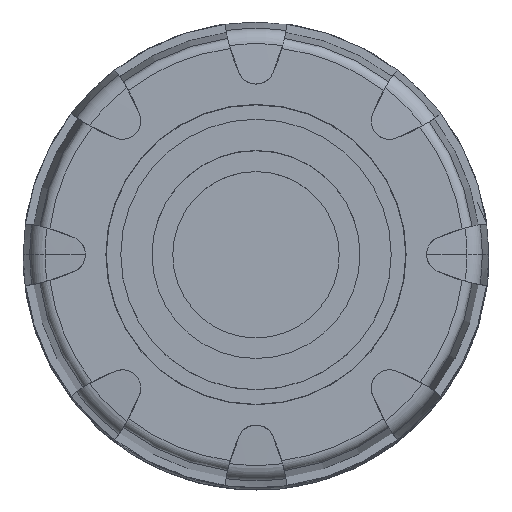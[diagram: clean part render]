
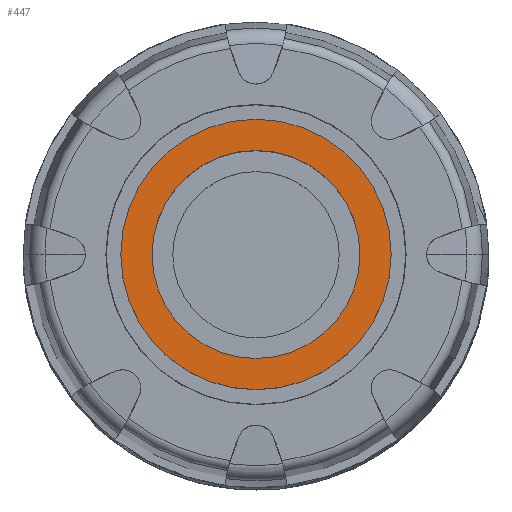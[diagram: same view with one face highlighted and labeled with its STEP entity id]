
A CAD part, top view. The second image highlights one B-rep face of the part: STEP entity #447.
In plain terms, the highlighted planar face has unit normal (0, 0, 1).
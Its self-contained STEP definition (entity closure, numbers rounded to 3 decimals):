
#447=ADVANCED_FACE('',(#1132,#1133),#1134,.T.);
#1132=FACE_BOUND('',#2097,.T.);
#1133=FACE_OUTER_BOUND('',#2098,.T.);
#1134=PLANE('',#2099);
#2097=EDGE_LOOP('',(#3150,#3151));
#2098=EDGE_LOOP('',(#3152,#3153));
#2099=AXIS2_PLACEMENT_3D('',#3154,#3155,#3156);
#3150=ORIENTED_EDGE('',*,*,#5884,.F.);
#3151=ORIENTED_EDGE('',*,*,#5860,.F.);
#3152=ORIENTED_EDGE('',*,*,#5865,.T.);
#3153=ORIENTED_EDGE('',*,*,#5882,.T.);
#3154=CARTESIAN_POINT('',(-14.375,0.0,207.0));
#3155=DIRECTION('',(0.0,0.0,1.0));
#3156=DIRECTION('',(-1.0,0.0,0.0));
#5860=EDGE_CURVE('',#7005,#7001,#7007,.T.);
#5865=EDGE_CURVE('',#7010,#7014,#7016,.T.);
#5882=EDGE_CURVE('',#7014,#7010,#7037,.T.);
#5884=EDGE_CURVE('',#7001,#7005,#7039,.T.);
#7001=VERTEX_POINT('',#8759);
#7005=VERTEX_POINT('',#8764);
#7007=CIRCLE('',#8767,12.5);
#7010=VERTEX_POINT('',#8770);
#7014=VERTEX_POINT('',#8775);
#7016=CIRCLE('',#8778,16.25);
#7037=CIRCLE('',#8801,16.25);
#7039=CIRCLE('',#8803,12.5);
#8759=CARTESIAN_POINT('',(-12.5,0.0,207.0));
#8764=CARTESIAN_POINT('',(12.5,0.,207.0));
#8767=AXIS2_PLACEMENT_3D('',#12586,#12587,#12588);
#8770=CARTESIAN_POINT('',(-16.25,0.0,207.0));
#8775=CARTESIAN_POINT('',(16.25,0.,207.0));
#8778=AXIS2_PLACEMENT_3D('',#12594,#12595,#12596);
#8801=AXIS2_PLACEMENT_3D('',#12623,#12624,#12625);
#8803=AXIS2_PLACEMENT_3D('',#12626,#12627,#12628);
#12586=CARTESIAN_POINT('',(0.0,0.0,207.0));
#12587=DIRECTION('',(0.0,0.0,1.0));
#12588=DIRECTION('',(-1.0,0.0,0.0));
#12594=CARTESIAN_POINT('',(0.0,0.0,207.0));
#12595=DIRECTION('',(0.0,0.0,1.0));
#12596=DIRECTION('',(-1.0,0.0,0.0));
#12623=CARTESIAN_POINT('',(0.0,0.0,207.0));
#12624=DIRECTION('',(0.0,0.0,1.0));
#12625=DIRECTION('',(-1.0,0.0,0.0));
#12626=CARTESIAN_POINT('',(0.0,0.0,207.0));
#12627=DIRECTION('',(0.0,0.0,1.0));
#12628=DIRECTION('',(-1.0,0.0,0.0));
